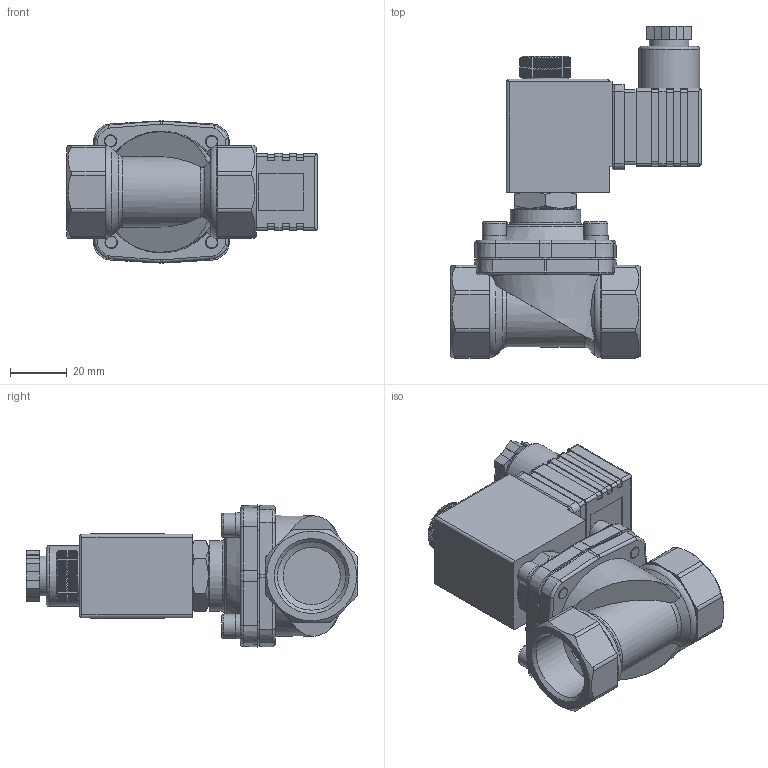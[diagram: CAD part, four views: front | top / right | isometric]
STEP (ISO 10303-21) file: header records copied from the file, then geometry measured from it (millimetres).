
FILE_DESCRIPTION((''),'2;1');
FILE_NAME('EZ1A20F020D24=.stp','2022-01-21T15:24:57',('RL'),(''),'Autodesk Inventor 2012','Autodesk Inventor 2012','');
FILE_SCHEMA(('AUTOMOTIVE_DESIGN { 1 0 10303 214 1 1 1 1 }'));
Length unit declared in the file: millimetre
Products named in the file (3): EZ1A20F020D24/=; EZ1A20E020D23050; GDA09
Assembly tree (2 placements, depth 2):
  EZ1A20F020D24/=
    EZ1A20E020D23050
    GDA09
Bounding box: 88.6 x 117.25 x 50.18 mm (x, y, z)
Volume: 143524.9 mm3; surface area: 38918.3 mm2
Topology: 3 solids, 7 shells, 836 faces, 2222 edges, 1456 vertices
Faces by surface type: plane 571, cylinder 178, torus 45, cone 42
Full cylindrical faces by diameter (mm): 1.7 x3, 2.459 x1, 3 x1, 3.2 x1, 5 x4, 5.4 x4, 5.5 x1, 5.9 x4, 6.6 x2, 7 x1, 8.5 x5, 8.8 x4, 10.5 x1, 11.917 x1, 14 x1, 16 x1, 18 x1, 20.2 x2, 21.5 x1, 21.8 x1, 22 x1, 23.1 x1, 24.117 x2, 25 x1
Entity records: 26179 total; most frequent: CARTESIAN_POINT 5883, ORIENTED_EDGE 4282, DIRECTION 3816, EDGE_CURVE 2141, VERTEX_POINT 1445, AXIS2_PLACEMENT_3D 1317, VECTOR 1182, LINE 1182
